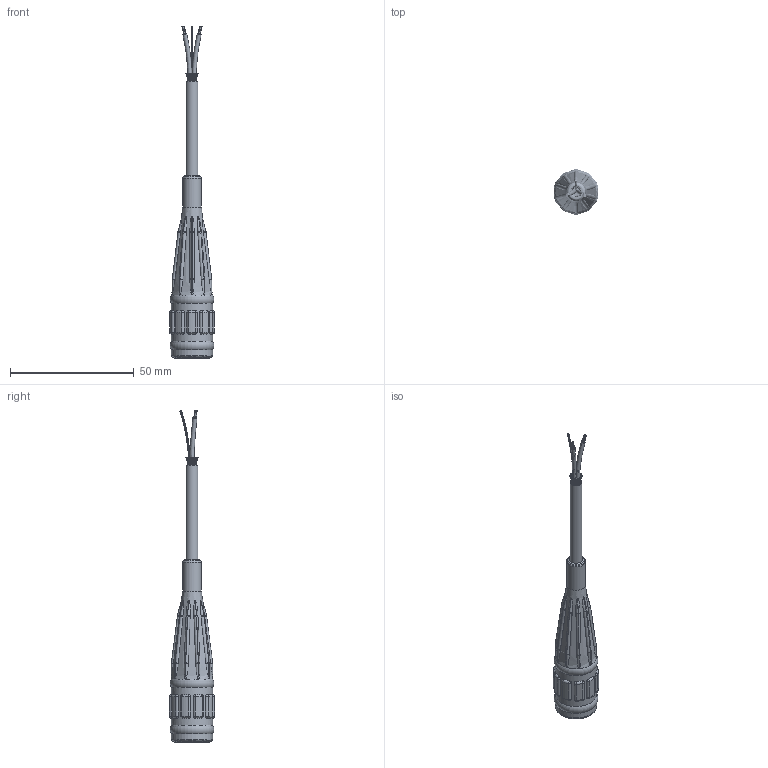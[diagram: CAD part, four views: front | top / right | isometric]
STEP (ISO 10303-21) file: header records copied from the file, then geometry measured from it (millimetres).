
FILE_DESCRIPTION(/* description */ (''),/* implementation_level */ '2;1');
FILE_NAME(/* name */ 'V2J.stp',/* time_stamp */ '2020-01-14T16:02:25-05:00',/* author */ ('lcup'),/* organization */ (''),/* preprocessor_version */ 'ST-DEVELOPER v18',/* originating_system */ 'Autodesk Inventor 2020',/* authorisation */ '');
FILE_SCHEMA (('AUTOMOTIVE_DESIGN { 1 0 10303 214 3 1 1 }'));
Length unit declared in the file: inch
Products named in the file (9): V2J; CBP10163; MSP10137; CBP10557; REF10047; CBP10994; CB111; CBP10099; CBP10099_1
Assembly tree (9 placements, depth 3):
  V2J
    CBP10163
    MSP10137
    CBP10557  x2
    REF10047
    CBP10994
    CB111
      CBP10099
      CBP10099_1
Bounding box: 18.03 x 18.24 x 134.04 mm (x, y, z)
Volume: 11798.1 mm3; surface area: 11584.6 mm2
Topology: 12 solids, 12 shells, 1522 faces, 4939 edges, 3126 vertices
Faces by surface type: bspline 500, plane 455, cylinder 379, sphere 80, torus 77, cone 31
Full cylindrical faces by diameter (mm): 0.127 x38, 0.203 x76, 0.739 x4, 1.143 x4, 1.93 x6, 2.54 x2, 3.581 x2, 4.064 x1, 4.826 x2, 5.08 x5, 7.112 x1, 7.62 x1, 9.423 x4, 11.684 x1, 11.717 x10, 11.974 x1, 12.119 x1, 12.265 x1, 12.41 x1, 12.555 x1, 12.7 x2, 12.845 x1, 12.99 x1, 13.135 x1, 13.208 x1, 13.281 x1, 13.426 x1, 13.462 x1, 13.571 x1, 13.97 x1
Entity records: 92168 total; most frequent: CARTESIAN_POINT 51430, ORIENTED_EDGE 9710, DIRECTION 7075, EDGE_CURVE 4855, AXIS2_PLACEMENT_3D 3197, VERTEX_POINT 3093, CIRCLE 2124, B_SPLINE_CURVE_WITH_KNOTS 1928
